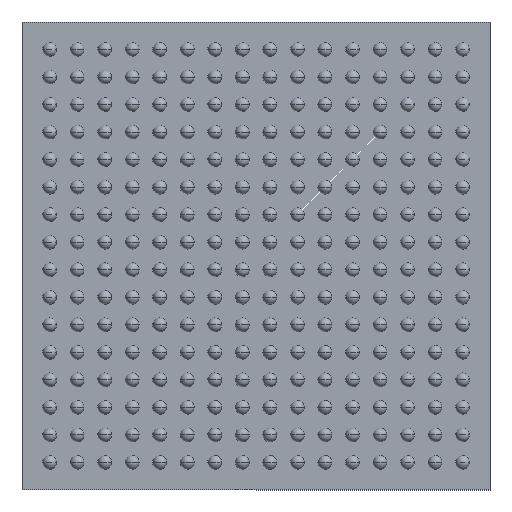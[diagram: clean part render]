
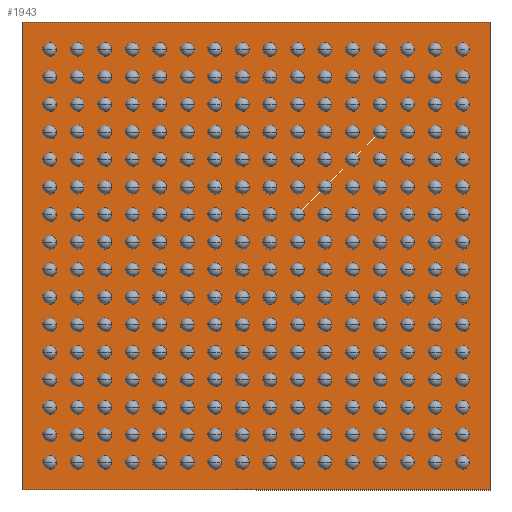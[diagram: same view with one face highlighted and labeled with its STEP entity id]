
A CAD part, front view. The second image highlights one B-rep face of the part: STEP entity #1943.
In plain terms, the highlighted planar face has unit normal (0, -1, 0).
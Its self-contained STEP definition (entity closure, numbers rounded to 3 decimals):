
#248 = CARTESIAN_POINT ( 'NONE',  ( 8.5, 0.4, -8.5 ) ) ;
#256 = LINE ( 'NONE', #2164, #6445 ) ;
#386 = EDGE_CURVE ( 'NONE', #16751, #7560, #3032, .T. ) ;
#1776 = AXIS2_PLACEMENT_3D ( 'NONE', #13676, #12232, #9062 ) ;
#1943 = ADVANCED_FACE ( 'NONE', ( #3441 ), #13819, .F. ) ;
#2107 = CARTESIAN_POINT ( 'NONE',  ( -8.5, 0.4, 8.5 ) ) ;
#2164 = CARTESIAN_POINT ( 'NONE',  ( 8.5, 0.4, 8.5 ) ) ;
#2344 = EDGE_LOOP ( 'NONE', ( #9258, #7378, #2501, #18073 ) ) ;
#2501 = ORIENTED_EDGE ( 'NONE', *, *, #3928, .T. ) ;
#2804 = CARTESIAN_POINT ( 'NONE',  ( 8.5, 0.4, 8.5 ) ) ;
#3032 = LINE ( 'NONE', #248, #19246 ) ;
#3441 = FACE_OUTER_BOUND ( 'NONE', #2344, .T. ) ;
#3928 = EDGE_CURVE ( 'NONE', #7560, #19628, #256, .T. ) ;
#6445 = VECTOR ( 'NONE', #16133, 1000. ) ;
#6880 = CARTESIAN_POINT ( 'NONE',  ( -8.5, 0.4, -8.5 ) ) ;
#7378 = ORIENTED_EDGE ( 'NONE', *, *, #386, .T. ) ;
#7560 = VERTEX_POINT ( 'NONE', #9052 ) ;
#7750 = LINE ( 'NONE', #13324, #8721 ) ;
#8102 = DIRECTION ( 'NONE',  ( 1., 0., 0. ) ) ;
#8721 = VECTOR ( 'NONE', #16674, 1000. ) ;
#9052 = CARTESIAN_POINT ( 'NONE',  ( 8.5, 0.4, -8.5 ) ) ;
#9062 = DIRECTION ( 'NONE',  ( 0., 0., 1. ) ) ;
#9258 = ORIENTED_EDGE ( 'NONE', *, *, #18426, .T. ) ;
#11924 = VECTOR ( 'NONE', #20400, 1000. ) ;
#12232 = DIRECTION ( 'NONE',  ( 0., 1., 0. ) ) ;
#12717 = CARTESIAN_POINT ( 'NONE',  ( 8.5, 0.4, 8.5 ) ) ;
#13058 = EDGE_CURVE ( 'NONE', #19628, #14321, #16832, .T. ) ;
#13324 = CARTESIAN_POINT ( 'NONE',  ( -8.5, 0.4, 8.5 ) ) ;
#13676 = CARTESIAN_POINT ( 'NONE',  ( 0., 0.4, 0. ) ) ;
#13819 = PLANE ( 'NONE',  #1776 ) ;
#14321 = VERTEX_POINT ( 'NONE', #2107 ) ;
#16133 = DIRECTION ( 'NONE',  ( 0., 0., 1. ) ) ;
#16674 = DIRECTION ( 'NONE',  ( 0., 0., -1. ) ) ;
#16751 = VERTEX_POINT ( 'NONE', #6880 ) ;
#16832 = LINE ( 'NONE', #12717, #11924 ) ;
#18073 = ORIENTED_EDGE ( 'NONE', *, *, #13058, .T. ) ;
#18426 = EDGE_CURVE ( 'NONE', #14321, #16751, #7750, .T. ) ;
#19246 = VECTOR ( 'NONE', #8102, 1000. ) ;
#19628 = VERTEX_POINT ( 'NONE', #2804 ) ;
#20400 = DIRECTION ( 'NONE',  ( -1., 0., 0. ) ) ;
